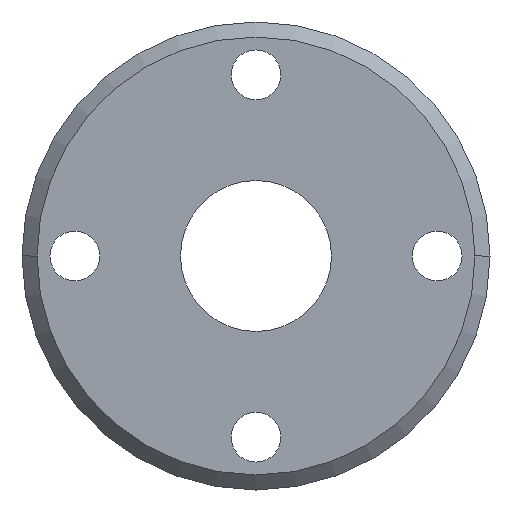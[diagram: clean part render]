
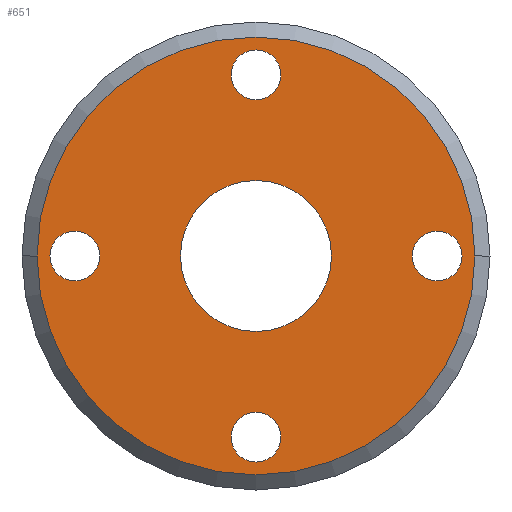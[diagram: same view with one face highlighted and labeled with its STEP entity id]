
A CAD part, left-side view. The second image highlights one B-rep face of the part: STEP entity #651.
In plain terms, the highlighted planar face has unit normal (-1, 0, 0).
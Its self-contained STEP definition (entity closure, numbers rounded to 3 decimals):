
#3 = FACE_OUTER_BOUND ( 'NONE', #237, .T. ) ;
#5 = ORIENTED_EDGE ( 'NONE', *, *, #133, .F. ) ;
#6 = CIRCLE ( 'NONE', #353, 1.65 ) ;
#7 = EDGE_CURVE ( 'NONE', #70, #501, #756, .T. ) ;
#15 = AXIS2_PLACEMENT_3D ( 'NONE', #690, #386, #333 ) ;
#28 = CIRCLE ( 'NONE', #293, 1.65 ) ;
#49 = VERTEX_POINT ( 'NONE', #246 ) ;
#51 = DIRECTION ( 'NONE',  ( -1., 0., 0. ) ) ;
#53 = EDGE_LOOP ( 'NONE', ( #148, #691 ) ) ;
#64 = ORIENTED_EDGE ( 'NONE', *, *, #614, .T. ) ;
#70 = VERTEX_POINT ( 'NONE', #136 ) ;
#119 = DIRECTION ( 'NONE',  ( 0., 0., 1. ) ) ;
#120 = EDGE_CURVE ( 'NONE', #504, #339, #491, .T. ) ;
#121 = DIRECTION ( 'NONE',  ( -1., 0., 0. ) ) ;
#123 = VERTEX_POINT ( 'NONE', #198 ) ;
#133 = EDGE_CURVE ( 'NONE', #501, #70, #310, .T. ) ;
#135 = CARTESIAN_POINT ( 'NONE',  ( -6., 5., 0. ) ) ;
#136 = CARTESIAN_POINT ( 'NONE',  ( -6., 12., -1.65 ) ) ;
#139 = DIRECTION ( 'NONE',  ( 0., 0., 1. ) ) ;
#143 = VERTEX_POINT ( 'NONE', #211 ) ;
#148 = ORIENTED_EDGE ( 'NONE', *, *, #715, .F. ) ;
#151 = AXIS2_PLACEMENT_3D ( 'NONE', #654, #121, #357 ) ;
#156 = ORIENTED_EDGE ( 'NONE', *, *, #388, .F. ) ;
#161 = AXIS2_PLACEMENT_3D ( 'NONE', #422, #663, #249 ) ;
#168 = CIRCLE ( 'NONE', #602, 1.65 ) ;
#176 = EDGE_CURVE ( 'NONE', #427, #529, #351, .T. ) ;
#179 = AXIS2_PLACEMENT_3D ( 'NONE', #658, #361, #498 ) ;
#187 = FACE_BOUND ( 'NONE', #688, .T. ) ;
#194 = DIRECTION ( 'NONE',  ( 1., 0., 0. ) ) ;
#198 = CARTESIAN_POINT ( 'NONE',  ( -6., 0., -13.65 ) ) ;
#204 = ORIENTED_EDGE ( 'NONE', *, *, #360, .F. ) ;
#211 = CARTESIAN_POINT ( 'NONE',  ( -6., 0., -10.35 ) ) ;
#212 = VERTEX_POINT ( 'NONE', #299 ) ;
#221 = CARTESIAN_POINT ( 'NONE',  ( -6., -12., -1.65 ) ) ;
#228 = DIRECTION ( 'NONE',  ( -1., 0., 0. ) ) ;
#230 = AXIS2_PLACEMENT_3D ( 'NONE', #520, #760, #750 ) ;
#237 = EDGE_LOOP ( 'NONE', ( #64, #406 ) ) ;
#246 = CARTESIAN_POINT ( 'NONE',  ( -6., -5., 0. ) ) ;
#249 = DIRECTION ( 'NONE',  ( 0., 0., 1. ) ) ;
#262 = EDGE_LOOP ( 'NONE', ( #156, #204 ) ) ;
#267 = DIRECTION ( 'NONE',  ( -1., 0., 0. ) ) ;
#276 = CIRCLE ( 'NONE', #562, 1.65 ) ;
#288 = DIRECTION ( 'NONE',  ( 0., 0., 1. ) ) ;
#293 = AXIS2_PLACEMENT_3D ( 'NONE', #497, #557, #729 ) ;
#299 = CARTESIAN_POINT ( 'NONE',  ( -6., 0., 13.65 ) ) ;
#302 = CARTESIAN_POINT ( 'NONE',  ( -6., 0., 10.35 ) ) ;
#304 = CARTESIAN_POINT ( 'NONE',  ( -6., 5., 0. ) ) ;
#310 = CIRCLE ( 'NONE', #161, 1.65 ) ;
#314 = DIRECTION ( 'NONE',  ( 0., 1., 0. ) ) ;
#322 = VERTEX_POINT ( 'NONE', #302 ) ;
#333 = DIRECTION ( 'NONE',  ( 0., 1., 0. ) ) ;
#336 = CARTESIAN_POINT ( 'NONE',  ( -6., -14.5, 0. ) ) ;
#339 = VERTEX_POINT ( 'NONE', #716 ) ;
#351 = CIRCLE ( 'NONE', #15, 14.5 ) ;
#352 = FACE_BOUND ( 'NONE', #429, .T. ) ;
#353 = AXIS2_PLACEMENT_3D ( 'NONE', #459, #267, #693 ) ;
#357 = DIRECTION ( 'NONE',  ( 0., -1., 0. ) ) ;
#359 = FACE_BOUND ( 'NONE', #262, .T. ) ;
#360 = EDGE_CURVE ( 'NONE', #753, #49, #364, .T. ) ;
#361 = DIRECTION ( 'NONE',  ( -1., 0., 0. ) ) ;
#363 = FACE_BOUND ( 'NONE', #53, .T. ) ;
#364 = CIRCLE ( 'NONE', #179, 5. ) ;
#375 = AXIS2_PLACEMENT_3D ( 'NONE', #492, #477, #714 ) ;
#377 = DIRECTION ( 'NONE',  ( -1., 0., 0. ) ) ;
#386 = DIRECTION ( 'NONE',  ( -1., 0., 0. ) ) ;
#388 = EDGE_CURVE ( 'NONE', #49, #753, #512, .T. ) ;
#395 = ORIENTED_EDGE ( 'NONE', *, *, #681, .F. ) ;
#404 = ORIENTED_EDGE ( 'NONE', *, *, #509, .F. ) ;
#406 = ORIENTED_EDGE ( 'NONE', *, *, #176, .T. ) ;
#422 = CARTESIAN_POINT ( 'NONE',  ( -6., 12., 0. ) ) ;
#427 = VERTEX_POINT ( 'NONE', #336 ) ;
#429 = EDGE_LOOP ( 'NONE', ( #5, #525 ) ) ;
#431 = DIRECTION ( 'NONE',  ( -1., 0., 0. ) ) ;
#438 = AXIS2_PLACEMENT_3D ( 'NONE', #719, #431, #667 ) ;
#459 = CARTESIAN_POINT ( 'NONE',  ( -6., 0., 12. ) ) ;
#477 = DIRECTION ( 'NONE',  ( -1., 0., 0. ) ) ;
#491 = CIRCLE ( 'NONE', #375, 1.65 ) ;
#492 = CARTESIAN_POINT ( 'NONE',  ( -6., -12., 0. ) ) ;
#497 = CARTESIAN_POINT ( 'NONE',  ( -6., 0., -12. ) ) ;
#498 = DIRECTION ( 'NONE',  ( 0., -1., 0. ) ) ;
#500 = CIRCLE ( 'NONE', #511, 1.65 ) ;
#501 = VERTEX_POINT ( 'NONE', #626 ) ;
#504 = VERTEX_POINT ( 'NONE', #221 ) ;
#509 = EDGE_CURVE ( 'NONE', #322, #212, #6, .T. ) ;
#511 = AXIS2_PLACEMENT_3D ( 'NONE', #539, #377, #139 ) ;
#512 = CIRCLE ( 'NONE', #151, 5. ) ;
#520 = CARTESIAN_POINT ( 'NONE',  ( -6., 0., 0. ) ) ;
#524 = CARTESIAN_POINT ( 'NONE',  ( -6., 14.5, 0. ) ) ;
#525 = ORIENTED_EDGE ( 'NONE', *, *, #7, .F. ) ;
#529 = VERTEX_POINT ( 'NONE', #524 ) ;
#535 = CARTESIAN_POINT ( 'NONE',  ( -6., 0., -12. ) ) ;
#539 = CARTESIAN_POINT ( 'NONE',  ( -6., -12., 0. ) ) ;
#557 = DIRECTION ( 'NONE',  ( -1., 0., 0. ) ) ;
#562 = AXIS2_PLACEMENT_3D ( 'NONE', #652, #228, #119 ) ;
#572 = EDGE_CURVE ( 'NONE', #143, #123, #168, .T. ) ;
#599 = PLANE ( 'NONE',  #636 ) ;
#602 = AXIS2_PLACEMENT_3D ( 'NONE', #535, #51, #288 ) ;
#607 = EDGE_CURVE ( 'NONE', #212, #322, #276, .T. ) ;
#614 = EDGE_CURVE ( 'NONE', #529, #427, #711, .T. ) ;
#626 = CARTESIAN_POINT ( 'NONE',  ( -6., 12., 1.65 ) ) ;
#636 = AXIS2_PLACEMENT_3D ( 'NONE', #304, #194, #314 ) ;
#651 = ADVANCED_FACE ( 'NONE', ( #352, #187, #363, #707, #3, #359 ), #599, .F. ) ;
#652 = CARTESIAN_POINT ( 'NONE',  ( -6., 0., 12. ) ) ;
#654 = CARTESIAN_POINT ( 'NONE',  ( -6., 0., 0. ) ) ;
#658 = CARTESIAN_POINT ( 'NONE',  ( -6., 0., 0. ) ) ;
#663 = DIRECTION ( 'NONE',  ( -1., 0., 0. ) ) ;
#667 = DIRECTION ( 'NONE',  ( 0., 0., 1. ) ) ;
#674 = ORIENTED_EDGE ( 'NONE', *, *, #572, .F. ) ;
#681 = EDGE_CURVE ( 'NONE', #123, #143, #28, .T. ) ;
#688 = EDGE_LOOP ( 'NONE', ( #735, #404 ) ) ;
#690 = CARTESIAN_POINT ( 'NONE',  ( -6., 0., 0. ) ) ;
#691 = ORIENTED_EDGE ( 'NONE', *, *, #120, .F. ) ;
#693 = DIRECTION ( 'NONE',  ( 0., 0., 1. ) ) ;
#707 = FACE_BOUND ( 'NONE', #739, .T. ) ;
#711 = CIRCLE ( 'NONE', #230, 14.5 ) ;
#714 = DIRECTION ( 'NONE',  ( 0., 0., 1. ) ) ;
#715 = EDGE_CURVE ( 'NONE', #339, #504, #500, .T. ) ;
#716 = CARTESIAN_POINT ( 'NONE',  ( -6., -12., 1.65 ) ) ;
#719 = CARTESIAN_POINT ( 'NONE',  ( -6., 12., 0. ) ) ;
#729 = DIRECTION ( 'NONE',  ( 0., 0., 1. ) ) ;
#735 = ORIENTED_EDGE ( 'NONE', *, *, #607, .F. ) ;
#739 = EDGE_LOOP ( 'NONE', ( #674, #395 ) ) ;
#750 = DIRECTION ( 'NONE',  ( 0., 1., 0. ) ) ;
#753 = VERTEX_POINT ( 'NONE', #135 ) ;
#756 = CIRCLE ( 'NONE', #438, 1.65 ) ;
#760 = DIRECTION ( 'NONE',  ( -1., 0., 0. ) ) ;
